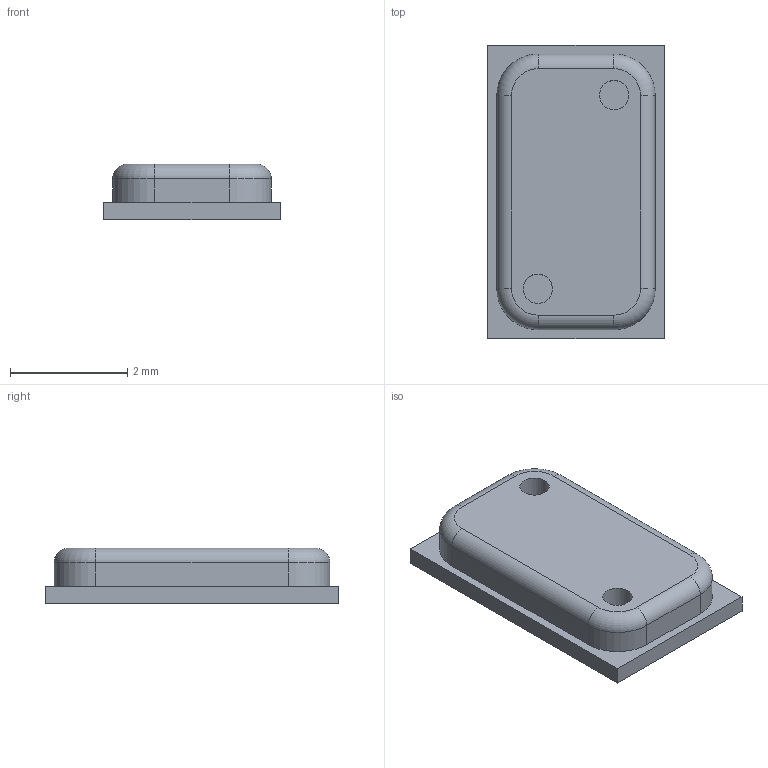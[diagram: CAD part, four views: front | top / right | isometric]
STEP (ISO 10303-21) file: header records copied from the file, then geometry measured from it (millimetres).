
FILE_DESCRIPTION(('FreeCAD Model'),'2;1');
FILE_NAME('MS5607-02BA03.step', '2018-03-26T19:31:37',('Author'),(''), 'Open CASCADE STEP processor 6.8','FreeCAD','Unknown');
FILE_SCHEMA(('AUTOMOTIVE_DESIGN_CC2 { 1 2 10303 214 -1 1 5 4 }'));
Length unit declared in the file: millimetre
Products named in the file (1): Pocket
Bounding box: 3 x 5 x 0.95 mm (x, y, z)
Volume: 12 mm3; surface area: 44.2 mm2
Topology: 1 solids, 1 shells, 27 faces, 58 edges, 36 vertices
Faces by surface type: plane 13, cylinder 10, torus 4
Full cylindrical faces by diameter (mm): 0.5 x2
Entity records: 1691 total; most frequent: CARTESIAN_POINT 290, DIRECTION 232, LINE 122, VECTOR 122, ORIENTED_EDGE 116, PCURVE 116, DEFINITIONAL_REPRESENTATION 116, EDGE_CURVE 58
